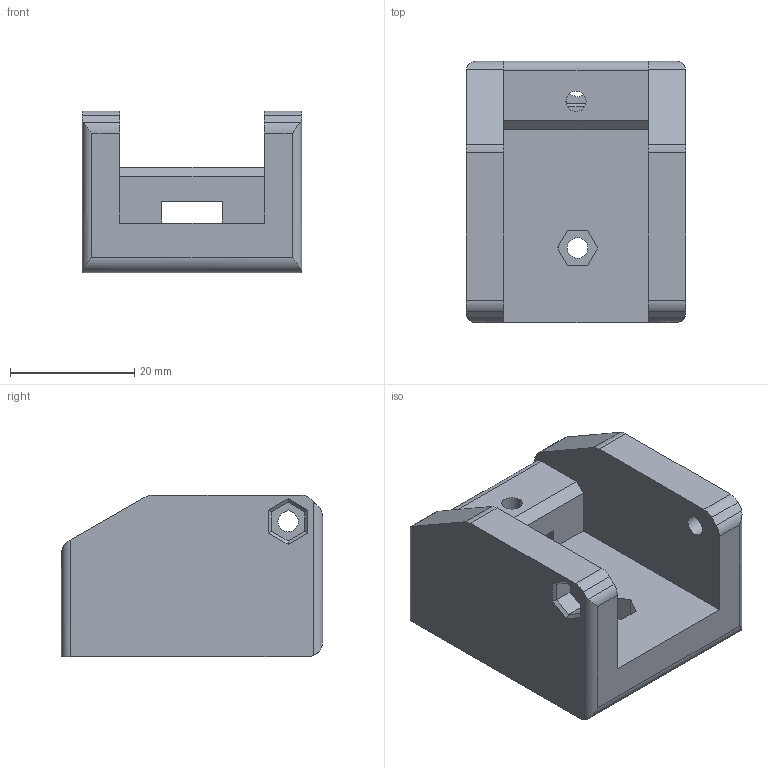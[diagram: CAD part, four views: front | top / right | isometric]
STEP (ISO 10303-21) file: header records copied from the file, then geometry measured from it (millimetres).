
FILE_DESCRIPTION(('FreeCAD Model'),'2;1');
FILE_NAME( 'Y-Belt-Idler-A.STEP', '2022-02-28T11:16:54',('Author'),(''), 'Open CASCADE STEP processor 7.3','FreeCAD','Unknown');
FILE_SCHEMA(('AUTOMOTIVE_DESIGN { 1 0 10303 214 1 1 1 1 }'));
Length unit declared in the file: millimetre
Products named in the file (1): Y-Belt-Idler-A
Bounding box: 35.25 x 42 x 26 mm (x, y, z)
Volume: 21249.7 mm3; surface area: 8038.9 mm2
Topology: 1 solids, 1 shells, 111 faces, 293 edges, 186 vertices
Faces by surface type: plane 83, cylinder 24, cone 4
Entity records: 7677 total; most frequent: CARTESIAN_POINT 1755, DIRECTION 1099, LINE 765, VECTOR 765, ORIENTED_EDGE 586, PCURVE 586, DEFINITIONAL_REPRESENTATION 586, EDGE_CURVE 293
